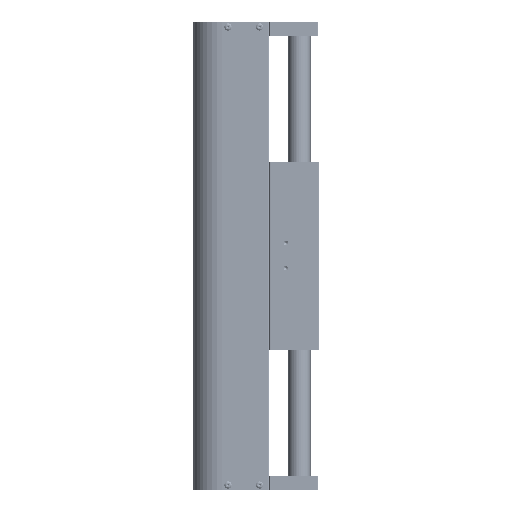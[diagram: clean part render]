
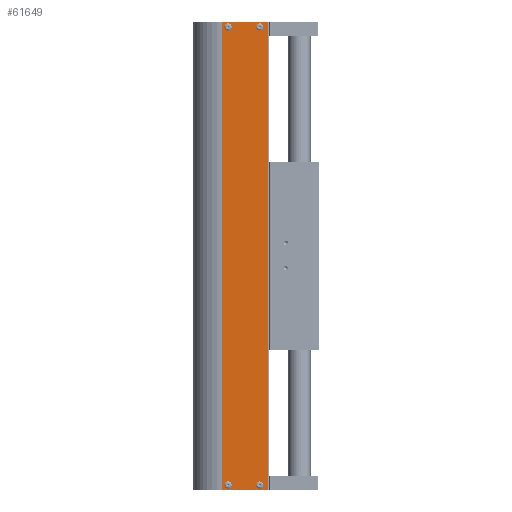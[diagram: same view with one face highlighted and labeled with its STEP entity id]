
A CAD part, left-side view. The second image highlights one B-rep face of the part: STEP entity #61649.
In plain terms, the highlighted planar face has unit normal (-1, 0, 0).
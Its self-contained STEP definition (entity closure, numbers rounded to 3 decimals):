
#109 = CIRCLE ( 'NONE', #5477, 2.4 ) ;
#1805 = AXIS2_PLACEMENT_3D ( 'NONE', #105287, #47298, #28920 ) ;
#3006 = LINE ( 'NONE', #62032, #86399 ) ;
#3929 = EDGE_LOOP ( 'NONE', ( #63624 ) ) ;
#5033 = EDGE_CURVE ( 'NONE', #32066, #32066, #104694, .T. ) ;
#5103 = VERTEX_POINT ( 'NONE', #7833 ) ;
#5477 = AXIS2_PLACEMENT_3D ( 'NONE', #41881, #50221, #84222 ) ;
#5788 = CARTESIAN_POINT ( 'NONE',  ( -32., 0., 0. ) ) ;
#7833 = CARTESIAN_POINT ( 'NONE',  ( -32., -51.5, 0. ) ) ;
#12031 = VERTEX_POINT ( 'NONE', #20139 ) ;
#13290 = FACE_BOUND ( 'NONE', #66521, .T. ) ;
#13742 = CARTESIAN_POINT ( 'NONE',  ( -32., -7., 7.4 ) ) ;
#17252 = DIRECTION ( 'NONE',  ( 0., 0., 1. ) ) ;
#19091 = CIRCLE ( 'NONE', #97325, 2.4 ) ;
#20139 = CARTESIAN_POINT ( 'NONE',  ( -32., -51.5, 517. ) ) ;
#21820 = LINE ( 'NONE', #98633, #68915 ) ;
#21846 = VECTOR ( 'NONE', #93104, 1000. ) ;
#28920 = DIRECTION ( 'NONE',  ( 0., 0., 1. ) ) ;
#29392 = FACE_BOUND ( 'NONE', #3929, .T. ) ;
#31942 = VERTEX_POINT ( 'NONE', #82992 ) ;
#32066 = VERTEX_POINT ( 'NONE', #13742 ) ;
#32130 = VERTEX_POINT ( 'NONE', #57110 ) ;
#32859 = CARTESIAN_POINT ( 'NONE',  ( -32., -7., 5. ) ) ;
#34481 = ORIENTED_EDGE ( 'NONE', *, *, #99037, .T. ) ;
#37244 = PLANE ( 'NONE',  #107551 ) ;
#37651 = EDGE_CURVE ( 'NONE', #32130, #12031, #3006, .T. ) ;
#37736 = ORIENTED_EDGE ( 'NONE', *, *, #5033, .F. ) ;
#39320 = VERTEX_POINT ( 'NONE', #73259 ) ;
#40162 = ORIENTED_EDGE ( 'NONE', *, *, #88752, .F. ) ;
#41881 = CARTESIAN_POINT ( 'NONE',  ( -32., -42., 512. ) ) ;
#44010 = ORIENTED_EDGE ( 'NONE', *, *, #51689, .T. ) ;
#45545 = DIRECTION ( 'NONE',  ( 1., 0., 0. ) ) ;
#47224 = FACE_BOUND ( 'NONE', #74518, .T. ) ;
#47298 = DIRECTION ( 'NONE',  ( -1., 0., 0. ) ) ;
#47736 = AXIS2_PLACEMENT_3D ( 'NONE', #32859, #66822, #17252 ) ;
#47766 = FACE_BOUND ( 'NONE', #64612, .T. ) ;
#49169 = EDGE_CURVE ( 'NONE', #39320, #39320, #109, .T. ) ;
#50221 = DIRECTION ( 'NONE',  ( -1., 0., 0. ) ) ;
#51689 = EDGE_CURVE ( 'NONE', #31942, #5103, #97638, .T. ) ;
#54810 = CARTESIAN_POINT ( 'NONE',  ( -32., -42., 7.4 ) ) ;
#57110 = CARTESIAN_POINT ( 'NONE',  ( -32., 0., 517. ) ) ;
#58600 = EDGE_LOOP ( 'NONE', ( #44010, #91206, #81399, #34481 ) ) ;
#59629 = CARTESIAN_POINT ( 'NONE',  ( -32., -7., 514.4 ) ) ;
#60438 = CIRCLE ( 'NONE', #1805, 2.4 ) ;
#61649 = ADVANCED_FACE ( 'NONE', ( #97353, #29392, #47766, #13290, #47224 ), #37244, .F. ) ;
#62032 = CARTESIAN_POINT ( 'NONE',  ( -32., 0., 517. ) ) ;
#62128 = CARTESIAN_POINT ( 'NONE',  ( -32., -7., 512. ) ) ;
#63109 = DIRECTION ( 'NONE',  ( 0., 0., -1. ) ) ;
#63352 = EDGE_CURVE ( 'NONE', #100272, #100272, #19091, .T. ) ;
#63624 = ORIENTED_EDGE ( 'NONE', *, *, #49169, .F. ) ;
#64612 = EDGE_LOOP ( 'NONE', ( #91333 ) ) ;
#66521 = EDGE_LOOP ( 'NONE', ( #40162 ) ) ;
#66822 = DIRECTION ( 'NONE',  ( -1., 0., 0. ) ) ;
#68915 = VECTOR ( 'NONE', #63109, 1000. ) ;
#70167 = VECTOR ( 'NONE', #88734, 1000. ) ;
#70978 = DIRECTION ( 'NONE',  ( 0., 0., 1. ) ) ;
#73259 = CARTESIAN_POINT ( 'NONE',  ( -32., -42., 514.4 ) ) ;
#74518 = EDGE_LOOP ( 'NONE', ( #37736 ) ) ;
#75211 = CARTESIAN_POINT ( 'NONE',  ( -32., -51.5, 517. ) ) ;
#79542 = DIRECTION ( 'NONE',  ( 0., 1., 0. ) ) ;
#80416 = EDGE_CURVE ( 'NONE', #5103, #12031, #102547, .T. ) ;
#81195 = CARTESIAN_POINT ( 'NONE',  ( -32., 0., 517. ) ) ;
#81399 = ORIENTED_EDGE ( 'NONE', *, *, #37651, .F. ) ;
#82992 = CARTESIAN_POINT ( 'NONE',  ( -32., 0., 0. ) ) ;
#84222 = DIRECTION ( 'NONE',  ( 0., 0., 1. ) ) ;
#85426 = DIRECTION ( 'NONE',  ( 0., -1., 0. ) ) ;
#86399 = VECTOR ( 'NONE', #85426, 1000. ) ;
#88734 = DIRECTION ( 'NONE',  ( 0., -1., 0. ) ) ;
#88752 = EDGE_CURVE ( 'NONE', #106084, #106084, #60438, .T. ) ;
#91206 = ORIENTED_EDGE ( 'NONE', *, *, #80416, .T. ) ;
#91333 = ORIENTED_EDGE ( 'NONE', *, *, #63352, .F. ) ;
#93104 = DIRECTION ( 'NONE',  ( 0., 0., 1. ) ) ;
#97325 = AXIS2_PLACEMENT_3D ( 'NONE', #62128, #106098, #70978 ) ;
#97353 = FACE_OUTER_BOUND ( 'NONE', #58600, .T. ) ;
#97638 = LINE ( 'NONE', #5788, #70167 ) ;
#98633 = CARTESIAN_POINT ( 'NONE',  ( -32., 0., 517. ) ) ;
#99037 = EDGE_CURVE ( 'NONE', #32130, #31942, #21820, .T. ) ;
#100272 = VERTEX_POINT ( 'NONE', #59629 ) ;
#102547 = LINE ( 'NONE', #75211, #21846 ) ;
#104694 = CIRCLE ( 'NONE', #47736, 2.4 ) ;
#105287 = CARTESIAN_POINT ( 'NONE',  ( -32., -42., 5. ) ) ;
#106084 = VERTEX_POINT ( 'NONE', #54810 ) ;
#106098 = DIRECTION ( 'NONE',  ( -1., 0., 0. ) ) ;
#107551 = AXIS2_PLACEMENT_3D ( 'NONE', #81195, #45545, #79542 ) ;
